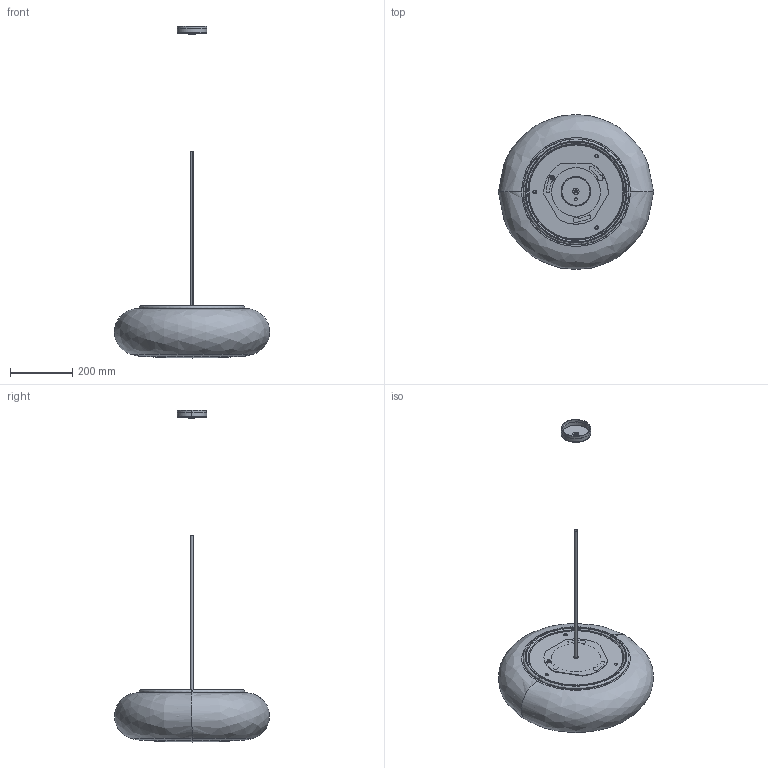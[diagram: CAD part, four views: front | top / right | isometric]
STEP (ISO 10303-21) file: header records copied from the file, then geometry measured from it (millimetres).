
FILE_DESCRIPTION(/* description */ (''),/* implementation_level */ '2;1');
FILE_NAME(/* name */ 'ITKA SOSPENSIONE 50',/* time_stamp */ '2012-11-05T12:14:57+01:00',/* author */ (''),/* organization */ (''),/* preprocessor_version */ 'ST-DEVELOPER v10',/* originating_system */ '',/* authorisation */ '');
FILE_SCHEMA (('CONFIG_CONTROL_DESIGN'));
Length unit declared in the file: millimetre
Products named in the file (1): 1
Bounding box: 500.5 x 498.66 x 1070.53 mm (x, y, z)
Volume: 2038053.6 mm3; surface area: 1135835.5 mm2
Topology: 3 solids, 27 shells, 111 faces, 275 edges, 195 vertices
Faces by surface type: bspline 111
Entity records: 4371 total; most frequent: CARTESIAN_POINT 2791, ORIENTED_EDGE 481, EDGE_CURVE 270, VERTEX_POINT 196, EDGE_LOOP 143, ADVANCED_FACE 111, FACE_OUTER_BOUND 111, B_SPLINE_CURVE_WITH_KNOTS 62
